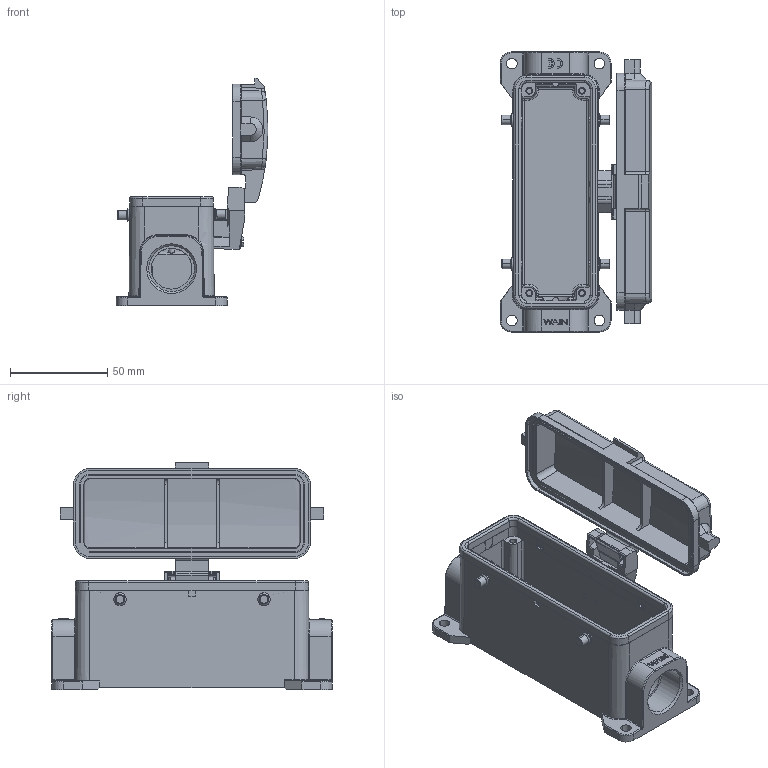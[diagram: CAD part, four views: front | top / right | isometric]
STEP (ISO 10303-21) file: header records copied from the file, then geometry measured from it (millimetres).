
FILE_DESCRIPTION(/* description */ (''),/* implementation_level */ '2;1');
FILE_NAME(/* name */ '3D_1240242701003_HV24B-SF-4B-CV-M25_V1.1.STP',/* time_stamp */ '2024-01-15T10:26:51+08:00',/* author */ (''),/* organization */ (''),/* preprocessor_version */ 'ST-DEVELOPER v18.1',/* originating_system */ 'SIEMENS PLM Software NX 1980',/* authorisation */ '');
FILE_SCHEMA (('AUTOMOTIVE_DESIGN { 1 0 10303 214 3 1 1 1 }'));
Length unit declared in the file: millimetre
Products named in the file (1): 14593F888800a55o
Bounding box: 77.99 x 144 x 116.82 mm (x, y, z)
Volume: 137718.6 mm3; surface area: 83384.6 mm2
Topology: 13 solids, 13 shells, 1022 faces, 2725 edges, 1748 vertices
Faces by surface type: cylinder 460, plane 387, torus 81, cone 60, bspline 26, sphere 8
Full cylindrical faces by diameter (mm): 3 x4, 4 x2, 21 x1, 23.5 x2
Entity records: 39275 total; most frequent: CARTESIAN_POINT 14599, ORIENTED_EDGE 5380, DIRECTION 4747, EDGE_CURVE 2690, VERTEX_POINT 1740, AXIS2_PLACEMENT_3D 1693, LINE 1361, VECTOR 1361
